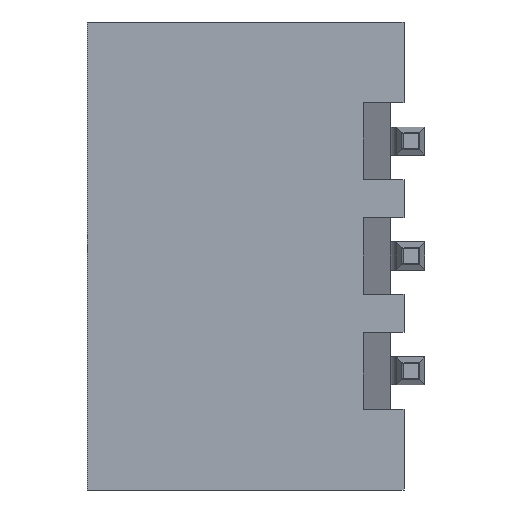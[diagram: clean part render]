
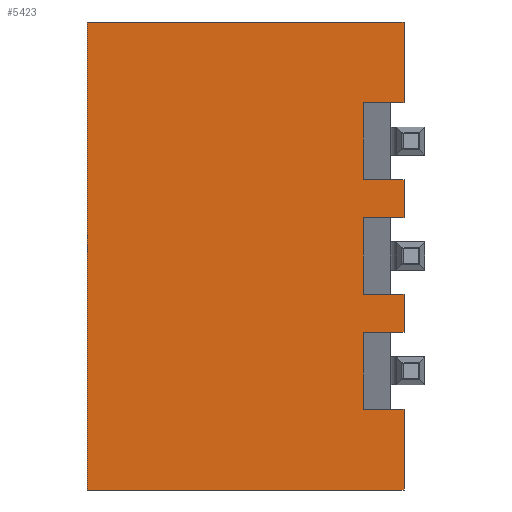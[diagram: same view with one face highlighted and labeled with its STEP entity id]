
A CAD part, left-side view. The second image highlights one B-rep face of the part: STEP entity #5423.
In plain terms, the highlighted planar face has unit normal (-1, 0, 0).
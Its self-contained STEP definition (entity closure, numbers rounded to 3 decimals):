
#430=PLANE('',#5786);
#728=FACE_OUTER_BOUND('',#1036,.T.);
#1036=EDGE_LOOP('',(#4703,#4704,#4705,#4706,#4707,#4708,#4709,#4710,#4711,
#4712,#4713,#4714,#4715,#4716,#4717,#4718));
#1397=LINE('',#10738,#1887);
#1524=LINE('',#11247,#2014);
#1531=LINE('',#11265,#2021);
#1536=LINE('',#11274,#2026);
#1541=LINE('',#11283,#2031);
#1542=LINE('',#11286,#2032);
#1563=LINE('',#11337,#2053);
#1568=LINE('',#11348,#2058);
#1572=LINE('',#11356,#2062);
#1576=LINE('',#11364,#2066);
#1578=LINE('',#11368,#2068);
#1579=LINE('',#11370,#2069);
#1580=LINE('',#11372,#2070);
#1581=LINE('',#11374,#2071);
#1582=LINE('',#11375,#2072);
#1583=LINE('',#11376,#2073);
#1887=VECTOR('',#6564,10.);
#2014=VECTOR('',#6815,10.);
#2021=VECTOR('',#6832,10.);
#2026=VECTOR('',#6841,10.);
#2031=VECTOR('',#6850,10.);
#2032=VECTOR('',#6853,10.);
#2053=VECTOR('',#6910,10.);
#2058=VECTOR('',#6921,10.);
#2062=VECTOR('',#6929,10.);
#2066=VECTOR('',#6937,10.);
#2068=VECTOR('',#6941,10.);
#2069=VECTOR('',#6942,10.);
#2070=VECTOR('',#6943,10.);
#2071=VECTOR('',#6944,10.);
#2072=VECTOR('',#6945,10.);
#2073=VECTOR('',#6946,10.);
#2395=VERTEX_POINT('',#10735);
#2396=VERTEX_POINT('',#10737);
#2500=VERTEX_POINT('',#11245);
#2505=VERTEX_POINT('',#11262);
#2506=VERTEX_POINT('',#11264);
#2508=VERTEX_POINT('',#11273);
#2510=VERTEX_POINT('',#11281);
#2511=VERTEX_POINT('',#11285);
#2523=VERTEX_POINT('',#11336);
#2526=VERTEX_POINT('',#11347);
#2528=VERTEX_POINT('',#11355);
#2530=VERTEX_POINT('',#11363);
#2531=VERTEX_POINT('',#11367);
#2532=VERTEX_POINT('',#11369);
#2533=VERTEX_POINT('',#11371);
#2534=VERTEX_POINT('',#11373);
#3038=EDGE_CURVE('',#2395,#2396,#1397,.T.);
#3203=EDGE_CURVE('',#2500,#2395,#1524,.T.);
#3211=EDGE_CURVE('',#2506,#2505,#1531,.T.);
#3216=EDGE_CURVE('',#2505,#2508,#1536,.T.);
#3221=EDGE_CURVE('',#2508,#2510,#1541,.T.);
#3222=EDGE_CURVE('',#2511,#2506,#1542,.T.);
#3248=EDGE_CURVE('',#2523,#2396,#1563,.T.);
#3253=EDGE_CURVE('',#2526,#2511,#1568,.T.);
#3257=EDGE_CURVE('',#2528,#2526,#1572,.T.);
#3261=EDGE_CURVE('',#2530,#2528,#1576,.T.);
#3263=EDGE_CURVE('',#2510,#2531,#1578,.T.);
#3264=EDGE_CURVE('',#2531,#2532,#1579,.T.);
#3265=EDGE_CURVE('',#2532,#2533,#1580,.T.);
#3266=EDGE_CURVE('',#2533,#2534,#1581,.T.);
#3267=EDGE_CURVE('',#2534,#2523,#1582,.T.);
#3268=EDGE_CURVE('',#2500,#2530,#1583,.T.);
#4703=ORIENTED_EDGE('',*,*,#3221,.T.);
#4704=ORIENTED_EDGE('',*,*,#3263,.T.);
#4705=ORIENTED_EDGE('',*,*,#3264,.T.);
#4706=ORIENTED_EDGE('',*,*,#3265,.T.);
#4707=ORIENTED_EDGE('',*,*,#3266,.T.);
#4708=ORIENTED_EDGE('',*,*,#3267,.T.);
#4709=ORIENTED_EDGE('',*,*,#3248,.T.);
#4710=ORIENTED_EDGE('',*,*,#3038,.F.);
#4711=ORIENTED_EDGE('',*,*,#3203,.F.);
#4712=ORIENTED_EDGE('',*,*,#3268,.T.);
#4713=ORIENTED_EDGE('',*,*,#3261,.T.);
#4714=ORIENTED_EDGE('',*,*,#3257,.T.);
#4715=ORIENTED_EDGE('',*,*,#3253,.T.);
#4716=ORIENTED_EDGE('',*,*,#3222,.T.);
#4717=ORIENTED_EDGE('',*,*,#3211,.T.);
#4718=ORIENTED_EDGE('',*,*,#3216,.T.);
#5423=ADVANCED_FACE('',(#728),#430,.T.);
#5786=AXIS2_PLACEMENT_3D('',#11366,#6939,#6940);
#6564=DIRECTION('',(0.,0.,1.));
#6815=DIRECTION('',(0.,1.,0.));
#6832=DIRECTION('',(0.,1.,0.));
#6841=DIRECTION('',(0.,0.,1.));
#6850=DIRECTION('',(0.,-1.,0.));
#6853=DIRECTION('',(0.,0.,1.));
#6910=DIRECTION('',(0.,1.,0.));
#6921=DIRECTION('',(0.,-1.,0.));
#6929=DIRECTION('',(0.,0.,1.));
#6937=DIRECTION('',(0.,1.,0.));
#6939=DIRECTION('center_axis',(-1.,0.,0.));
#6940=DIRECTION('ref_axis',(0.,0.,1.));
#6941=DIRECTION('',(0.,0.,1.));
#6942=DIRECTION('',(0.,1.,0.));
#6943=DIRECTION('',(0.,0.,1.));
#6944=DIRECTION('',(0.,-1.,0.));
#6945=DIRECTION('',(0.,0.,1.));
#6946=DIRECTION('',(0.,0.,1.));
#10735=CARTESIAN_POINT('',(-2.85,7.,-5.17));
#10737=CARTESIAN_POINT('',(-2.85,7.,5.17));
#10738=CARTESIAN_POINT('',(-2.85,7.,-5.17));
#11245=CARTESIAN_POINT('',(-2.85,0.,-5.17));
#11247=CARTESIAN_POINT('',(-2.85,0.,-5.17));
#11262=CARTESIAN_POINT('',(-2.85,0.9,-0.85));
#11264=CARTESIAN_POINT('',(-2.85,0.,-0.85));
#11265=CARTESIAN_POINT('',(-2.85,0.225,-0.85));
#11273=CARTESIAN_POINT('',(-2.85,0.9,0.85));
#11274=CARTESIAN_POINT('',(-2.85,0.9,-2.585));
#11281=CARTESIAN_POINT('',(-2.85,0.,0.85));
#11283=CARTESIAN_POINT('',(-2.85,0.225,0.85));
#11285=CARTESIAN_POINT('',(-2.85,0.,-1.69));
#11286=CARTESIAN_POINT('',(-2.85,0.,-5.17));
#11336=CARTESIAN_POINT('',(-2.85,0.,5.17));
#11337=CARTESIAN_POINT('',(-2.85,0.,5.17));
#11347=CARTESIAN_POINT('',(-2.85,0.9,-1.69));
#11348=CARTESIAN_POINT('',(-2.85,0.225,-1.69));
#11355=CARTESIAN_POINT('',(-2.85,0.9,-3.39));
#11356=CARTESIAN_POINT('',(-2.85,0.9,-3.855));
#11363=CARTESIAN_POINT('',(-2.85,0.,-3.39));
#11364=CARTESIAN_POINT('',(-2.85,0.225,-3.39));
#11366=CARTESIAN_POINT('Origin',(-2.85,0.,-5.17));
#11367=CARTESIAN_POINT('',(-2.85,0.,1.69));
#11368=CARTESIAN_POINT('',(-2.85,0.,-5.17));
#11369=CARTESIAN_POINT('',(-2.85,0.9,1.69));
#11370=CARTESIAN_POINT('',(-2.85,0.225,1.69));
#11371=CARTESIAN_POINT('',(-2.85,0.9,3.39));
#11372=CARTESIAN_POINT('',(-2.85,0.9,-1.315));
#11373=CARTESIAN_POINT('',(-2.85,0.,3.39));
#11374=CARTESIAN_POINT('',(-2.85,0.225,3.39));
#11375=CARTESIAN_POINT('',(-2.85,0.,-5.17));
#11376=CARTESIAN_POINT('',(-2.85,0.,-5.17));
